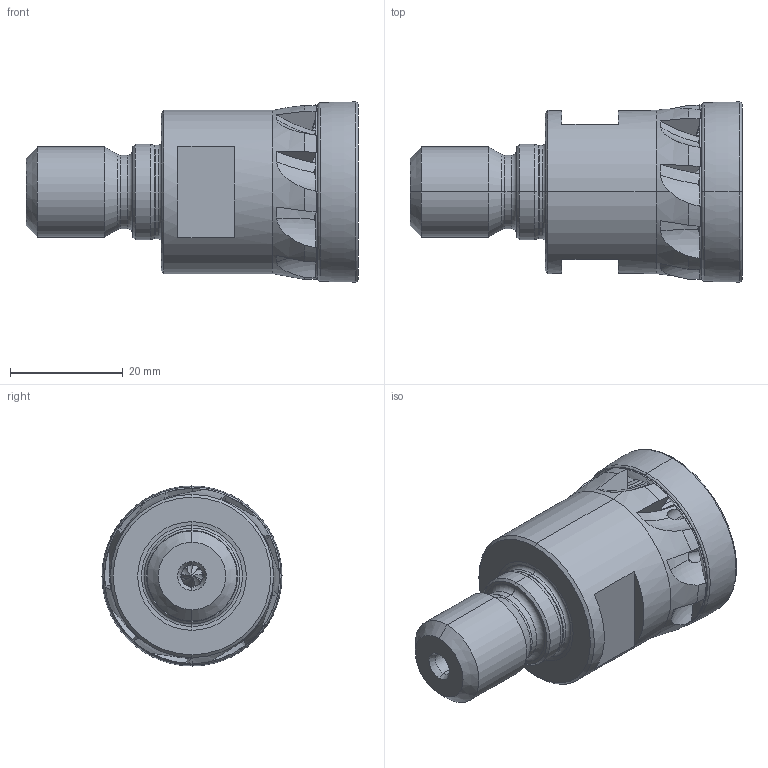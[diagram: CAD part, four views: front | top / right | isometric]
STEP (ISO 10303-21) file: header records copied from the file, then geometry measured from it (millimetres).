
FILE_DESCRIPTION (( 'STEP AP214' ), '1' );
FILE_NAME ('ESF-32-35-M16-63-9.STEP', '2012-01-19T14:32:33', ( '' ), ( '' ), 'SwSTEP 2.0', 'SolidWorks 2011', '' );
FILE_SCHEMA (( 'AUTOMOTIVE_DESIGN' ));
Length unit declared in the file: millimetre
Products named in the file (1): ESF-32-35-M16-63-9
Bounding box: 59 x 31.99 x 31.99 mm (x, y, z)
Volume: 25587.4 mm3; surface area: 8699.7 mm2
Topology: 1 solids, 1 shells, 198 faces, 669 edges, 434 vertices
Faces by surface type: plane 56, cone 50, cylinder 49, torus 25, bspline 18
Entity records: 8708 total; most frequent: CARTESIAN_POINT 3305, ORIENTED_EDGE 1338, DIRECTION 926, EDGE_CURVE 669, VERTEX_POINT 434, AXIS2_PLACEMENT_3D 387, B_SPLINE_CURVE_WITH_KNOTS 275, EDGE_LOOP 213
